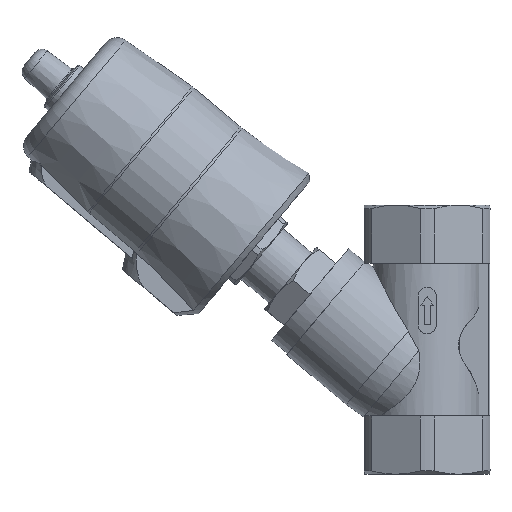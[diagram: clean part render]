
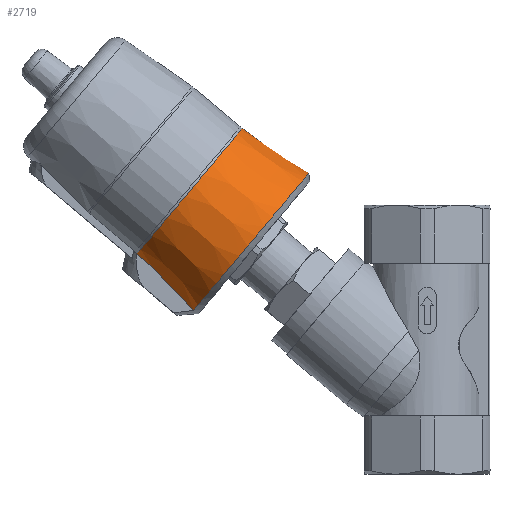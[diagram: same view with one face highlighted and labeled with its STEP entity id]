
A CAD part, left-side view. The second image highlights one B-rep face of the part: STEP entity #2719.
In plain terms, the highlighted conical face has half-angle 5.9 degrees and reference radius 28.042 mm.
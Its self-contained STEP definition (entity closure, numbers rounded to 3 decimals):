
#49=CONICAL_SURFACE('',#2990,28.042,0.103);
#531=B_SPLINE_CURVE_WITH_KNOTS('',3,(#4458,#4459,#4460,#4461,#4462,#4463,
#4464,#4465,#4466,#4467,#4468,#4469,#4470,#4471,#4472,#4473,#4474,#4475,
#4476,#4477,#4478,#4479,#4480,#4481,#4482,#4483,#4484,#4485,#4486,#4487,
#4488,#4489,#4490,#4491,#4492,#4493,#4494,#4495,#4496,#4497,#4498),
 .UNSPECIFIED.,.F.,.F.,(4,1,1,1,1,1,1,1,1,1,1,1,1,1,1,1,1,1,1,1,1,1,1,1,
1,1,1,1,1,1,1,1,1,1,1,1,1,1,4),(0.01,0.016,0.021,
0.026,0.032,0.037,0.043,
0.048,0.053,0.059,0.064,
0.07,0.075,0.08,0.083,
0.086,0.091,0.094,0.097,
0.102,0.105,0.107,0.113,
0.118,0.121,0.124,0.129,
0.132,0.134,0.14,0.143,
0.145,0.151,0.156,0.161,
0.167,0.172,0.178,0.183),
 .UNSPECIFIED.);
#545=B_SPLINE_CURVE_WITH_KNOTS('',3,(#4643,#4644,#4645,#4646),
 .UNSPECIFIED.,.F.,.F.,(4,4),(0.035,0.042),
 .UNSPECIFIED.);
#546=B_SPLINE_CURVE_WITH_KNOTS('',3,(#4658,#4659,#4660,#4661),
 .UNSPECIFIED.,.F.,.F.,(4,4),(0.054,0.055),
 .UNSPECIFIED.);
#549=B_SPLINE_CURVE_WITH_KNOTS('',3,(#4675,#4676,#4677,#4678),
 .UNSPECIFIED.,.F.,.F.,(4,4),(0.054,0.055),
 .UNSPECIFIED.);
#550=B_SPLINE_CURVE_WITH_KNOTS('',3,(#4688,#4689,#4690,#4691),
 .UNSPECIFIED.,.F.,.F.,(4,4),(0.,0.007),
 .UNSPECIFIED.);
#551=B_SPLINE_CURVE_WITH_KNOTS('',3,(#4695,#4696,#4697,#4698),
 .UNSPECIFIED.,.F.,.F.,(4,4),(0.007,0.026),
 .UNSPECIFIED.);
#552=B_SPLINE_CURVE_WITH_KNOTS('',3,(#4699,#4700,#4701,#4702),
 .UNSPECIFIED.,.F.,.F.,(4,4),(0.007,0.026),
 .UNSPECIFIED.);
#874=ORIENTED_EDGE('',*,*,#1599,.T.);
#875=ORIENTED_EDGE('',*,*,#1541,.T.);
#876=ORIENTED_EDGE('',*,*,#1600,.F.);
#877=ORIENTED_EDGE('',*,*,#1597,.T.);
#878=ORIENTED_EDGE('',*,*,#1595,.T.);
#879=ORIENTED_EDGE('',*,*,#1592,.F.);
#880=ORIENTED_EDGE('',*,*,#1591,.T.);
#881=ORIENTED_EDGE('',*,*,#1588,.T.);
#882=ORIENTED_EDGE('',*,*,#1586,.T.);
#883=ORIENTED_EDGE('',*,*,#1582,.T.);
#1541=EDGE_CURVE('',#1913,#1912,#531,.T.);
#1582=EDGE_CURVE('',#1946,#1947,#545,.T.);
#1586=EDGE_CURVE('',#1949,#1946,#2142,.F.);
#1588=EDGE_CURVE('',#1950,#1949,#546,.T.);
#1591=EDGE_CURVE('',#1951,#1950,#2143,.T.);
#1592=EDGE_CURVE('',#1951,#1952,#549,.T.);
#1595=EDGE_CURVE('',#1954,#1952,#2144,.F.);
#1597=EDGE_CURVE('',#1955,#1954,#550,.T.);
#1599=EDGE_CURVE('',#1947,#1913,#551,.T.);
#1600=EDGE_CURVE('',#1955,#1912,#552,.T.);
#1912=VERTEX_POINT('',#4457);
#1913=VERTEX_POINT('',#4499);
#1946=VERTEX_POINT('',#4647);
#1947=VERTEX_POINT('',#4648);
#1949=VERTEX_POINT('',#4655);
#1950=VERTEX_POINT('',#4662);
#1951=VERTEX_POINT('',#4672);
#1952=VERTEX_POINT('',#4679);
#1954=VERTEX_POINT('',#4685);
#1955=VERTEX_POINT('',#4692);
#2142=CIRCLE('',#2982,28.107);
#2143=CIRCLE('',#2985,28.042);
#2144=CIRCLE('',#2988,28.107);
#2284=EDGE_LOOP('',(#874,#875,#876,#877,#878,#879,#880,#881,#882,#883));
#2491=FACE_BOUND('',#2284,.T.);
#2719=ADVANCED_FACE('',(#2491),#49,.T.);
#2982=AXIS2_PLACEMENT_3D('',#4654,#3494,#3495);
#2985=AXIS2_PLACEMENT_3D('',#4673,#3501,#3502);
#2988=AXIS2_PLACEMENT_3D('',#4684,#3509,#3510);
#2990=AXIS2_PLACEMENT_3D('',#4694,#3515,#3516);
#3494=DIRECTION('',(-0.643,0.766,0.));
#3495=DIRECTION('',(-0.766,-0.643,0.));
#3501=DIRECTION('',(0.643,-0.766,0.));
#3502=DIRECTION('',(0.766,0.643,0.));
#3509=DIRECTION('',(-0.643,0.766,0.));
#3510=DIRECTION('',(-0.766,-0.643,0.));
#3515=DIRECTION('',(0.643,-0.766,0.));
#3516=DIRECTION('',(0.766,0.643,0.));
#4457=CARTESIAN_POINT('',(-54.777,78.086,10.));
#4458=CARTESIAN_POINT('',(-54.777,78.086,-10.));
#4459=CARTESIAN_POINT('',(-55.228,77.708,-11.714));
#4460=CARTESIAN_POINT('',(-56.342,76.773,-14.989));
#4461=CARTESIAN_POINT('',(-58.692,74.802,-19.529));
#4462=CARTESIAN_POINT('',(-61.563,72.393,-23.397));
#4463=CARTESIAN_POINT('',(-64.967,69.537,-26.605));
#4464=CARTESIAN_POINT('',(-68.679,66.422,-28.944));
#4465=CARTESIAN_POINT('',(-72.724,63.028,-30.428));
#4466=CARTESIAN_POINT('',(-76.824,59.588,-30.956));
#4467=CARTESIAN_POINT('',(-81.014,56.072,-30.532));
#4468=CARTESIAN_POINT('',(-85.003,52.725,-29.185));
#4469=CARTESIAN_POINT('',(-88.824,49.519,-26.905));
#4470=CARTESIAN_POINT('',(-92.216,46.673,-23.847));
#4471=CARTESIAN_POINT('',(-95.202,44.168,-19.989));
#4472=CARTESIAN_POINT('',(-97.18,42.508,-16.332));
#4473=CARTESIAN_POINT('',(-98.48,41.417,-13.1));
#4474=CARTESIAN_POINT('',(-99.54,40.528,-9.777));
#4475=CARTESIAN_POINT('',(-100.26,39.923,-6.305));
#4476=CARTESIAN_POINT('',(-100.627,39.615,-2.689));
#4477=CARTESIAN_POINT('',(-100.746,39.515,0.902));
#4478=CARTESIAN_POINT('',(-100.507,39.716,4.495));
#4479=CARTESIAN_POINT('',(-99.898,40.227,8.051));
#4480=CARTESIAN_POINT('',(-99.065,40.926,11.47));
#4481=CARTESIAN_POINT('',(-97.59,42.163,15.573));
#4482=CARTESIAN_POINT('',(-95.583,43.847,19.277));
#4483=CARTESIAN_POINT('',(-93.718,45.412,21.91));
#4484=CARTESIAN_POINT('',(-91.651,47.147,24.356));
#4485=CARTESIAN_POINT('',(-89.374,49.057,26.404));
#4486=CARTESIAN_POINT('',(-86.925,51.112,28.041));
#4487=CARTESIAN_POINT('',(-84.335,53.285,29.411));
#4488=CARTESIAN_POINT('',(-81.665,55.526,30.308));
#4489=CARTESIAN_POINT('',(-78.929,57.821,30.746));
#4490=CARTESIAN_POINT('',(-76.134,60.166,30.867));
#4491=CARTESIAN_POINT('',(-72.72,63.031,30.427));
#4492=CARTESIAN_POINT('',(-68.677,66.423,28.943));
#4493=CARTESIAN_POINT('',(-64.964,69.539,26.603));
#4494=CARTESIAN_POINT('',(-61.559,72.396,23.392));
#4495=CARTESIAN_POINT('',(-58.692,74.802,19.529));
#4496=CARTESIAN_POINT('',(-56.339,76.776,14.984));
#4497=CARTESIAN_POINT('',(-55.226,77.71,11.705));
#4498=CARTESIAN_POINT('',(-54.777,78.086,10.));
#4499=CARTESIAN_POINT('',(-54.777,78.086,-10.));
#4643=CARTESIAN_POINT('',(-73.155,96.674,-7.808));
#4644=CARTESIAN_POINT('',(-71.753,95.004,-8.619));
#4645=CARTESIAN_POINT('',(-70.324,93.301,-9.335));
#4646=CARTESIAN_POINT('',(-68.887,91.588,-10.));
#4647=CARTESIAN_POINT('',(-73.155,96.674,-7.808));
#4648=CARTESIAN_POINT('',(-68.887,91.588,-10.));
#4654=CARTESIAN_POINT('',(-93.838,79.318,0.));
#4655=CARTESIAN_POINT('',(-73.315,96.539,-8.5));
#4658=CARTESIAN_POINT('',(-73.768,96.973,-8.5));
#4659=CARTESIAN_POINT('',(-73.617,96.828,-8.5));
#4660=CARTESIAN_POINT('',(-73.466,96.684,-8.5));
#4661=CARTESIAN_POINT('',(-73.315,96.539,-8.5));
#4662=CARTESIAN_POINT('',(-73.768,96.973,-8.5));
#4672=CARTESIAN_POINT('',(-73.768,96.973,8.5));
#4673=CARTESIAN_POINT('',(-94.239,79.796,0.));
#4675=CARTESIAN_POINT('',(-73.768,96.973,8.5));
#4676=CARTESIAN_POINT('',(-73.617,96.828,8.5));
#4677=CARTESIAN_POINT('',(-73.466,96.684,8.5));
#4678=CARTESIAN_POINT('',(-73.315,96.539,8.5));
#4679=CARTESIAN_POINT('',(-73.315,96.539,8.5));
#4684=CARTESIAN_POINT('',(-93.838,79.318,0.));
#4685=CARTESIAN_POINT('',(-73.155,96.674,7.808));
#4688=CARTESIAN_POINT('',(-68.887,91.588,10.));
#4689=CARTESIAN_POINT('',(-70.325,93.302,9.335));
#4690=CARTESIAN_POINT('',(-71.751,95.001,8.62));
#4691=CARTESIAN_POINT('',(-73.155,96.674,7.808));
#4692=CARTESIAN_POINT('',(-68.887,91.588,10.));
#4694=CARTESIAN_POINT('',(-94.239,79.796,0.));
#4695=CARTESIAN_POINT('',(-68.887,91.588,-10.));
#4696=CARTESIAN_POINT('',(-64.182,87.09,-10.));
#4697=CARTESIAN_POINT('',(-59.479,82.589,-10.));
#4698=CARTESIAN_POINT('',(-54.777,78.086,-10.));
#4699=CARTESIAN_POINT('',(-68.887,91.588,10.));
#4700=CARTESIAN_POINT('',(-64.182,87.09,10.));
#4701=CARTESIAN_POINT('',(-59.479,82.589,10.));
#4702=CARTESIAN_POINT('',(-54.777,78.086,10.));
